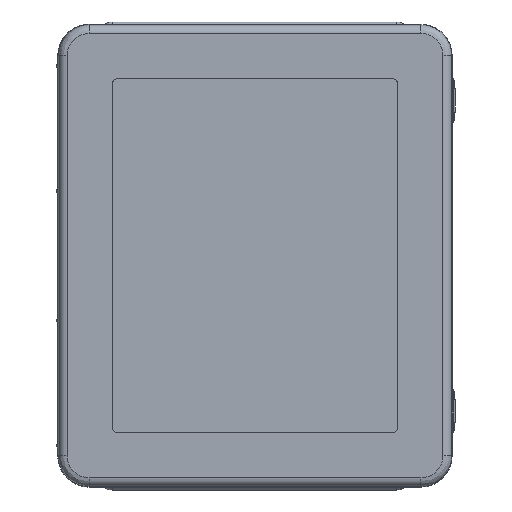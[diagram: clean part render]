
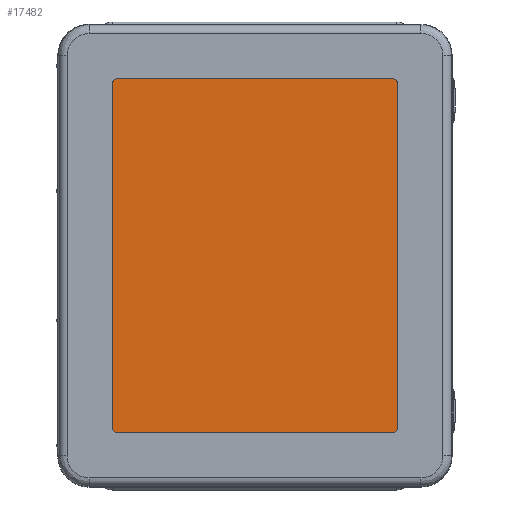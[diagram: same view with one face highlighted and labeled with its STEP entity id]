
A CAD part, top view. The second image highlights one B-rep face of the part: STEP entity #17482.
In plain terms, the highlighted planar face has unit normal (0, 0, 1).
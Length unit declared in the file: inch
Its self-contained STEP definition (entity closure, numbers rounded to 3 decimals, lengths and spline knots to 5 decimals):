
#1218 = VERTEX_POINT ( 'NONE', #23792 ) ;
#1708 = CARTESIAN_POINT ( 'NONE',  ( 0.01, 0., 0.21907 ) ) ;
#1794 = VECTOR ( 'NONE', #10799, 39.37008 ) ;
#2888 = VERTEX_POINT ( 'NONE', #51835 ) ;
#3429 = CIRCLE ( 'NONE', #49470, 0.125 ) ;
#3979 = DIRECTION ( 'NONE',  ( 1., 0., 0. ) ) ;
#4563 = LINE ( 'NONE', #32457, #19447 ) ;
#5118 = EDGE_CURVE ( 'NONE', #2888, #36291, #26954, .T. ) ;
#6926 = DIRECTION ( 'NONE',  ( -1., 0., 0. ) ) ;
#8081 = VERTEX_POINT ( 'NONE', #47133 ) ;
#8729 = CARTESIAN_POINT ( 'NONE',  ( -3.99, -5., 0.21907 ) ) ;
#10749 = LINE ( 'NONE', #27841, #26251 ) ;
#10799 = DIRECTION ( 'NONE',  ( 0., 1., 0. ) ) ;
#12791 = CARTESIAN_POINT ( 'NONE',  ( -3.99, 5.125, 0.21907 ) ) ;
#13734 = EDGE_CURVE ( 'NONE', #52046, #8081, #10749, .T. ) ;
#15328 = DIRECTION ( 'NONE',  ( 0., 0., -1. ) ) ;
#16201 = EDGE_CURVE ( 'NONE', #8081, #2888, #3429, .T. ) ;
#16922 = CARTESIAN_POINT ( 'NONE',  ( 4.01, -5., 0.21907 ) ) ;
#17482 = ADVANCED_FACE ( 'NONE', ( #35963 ), #51073, .T. ) ;
#17662 = CARTESIAN_POINT ( 'NONE',  ( 4.01, 5.125, 0.21907 ) ) ;
#18508 = ORIENTED_EDGE ( 'NONE', *, *, #16201, .F. ) ;
#18609 = CARTESIAN_POINT ( 'NONE',  ( -4.115, 5., 0.21907 ) ) ;
#19447 = VECTOR ( 'NONE', #3979, 39.37008 ) ;
#19495 = CARTESIAN_POINT ( 'NONE',  ( 4.135, 5., 0.21907 ) ) ;
#20646 = CARTESIAN_POINT ( 'NONE',  ( 4.135, -5., 0.21907 ) ) ;
#23027 = VECTOR ( 'NONE', #24776, 39.37008 ) ;
#23317 = CARTESIAN_POINT ( 'NONE',  ( -3.99, 5., 0.21907 ) ) ;
#23489 = DIRECTION ( 'NONE',  ( -1., 0., 0. ) ) ;
#23792 = CARTESIAN_POINT ( 'NONE',  ( 4.135, -5., 0.21907 ) ) ;
#23797 = VERTEX_POINT ( 'NONE', #17662 ) ;
#24776 = DIRECTION ( 'NONE',  ( 0., -1., 0. ) ) ;
#26251 = VECTOR ( 'NONE', #23489, 39.37008 ) ;
#26518 = EDGE_CURVE ( 'NONE', #50159, #1218, #40958, .T. ) ;
#26527 = AXIS2_PLACEMENT_3D ( 'NONE', #1708, #38385, #30728 ) ;
#26667 = CARTESIAN_POINT ( 'NONE',  ( -4.115, 5., 0.21907 ) ) ;
#26874 = CIRCLE ( 'NONE', #44796, 0.125 ) ;
#26954 = LINE ( 'NONE', #18609, #1794 ) ;
#27495 = DIRECTION ( 'NONE',  ( 0., 0., -1. ) ) ;
#27732 = ORIENTED_EDGE ( 'NONE', *, *, #26518, .F. ) ;
#27841 = CARTESIAN_POINT ( 'NONE',  ( -3.99, -5.125, 0.21907 ) ) ;
#28779 = DIRECTION ( 'NONE',  ( 0., 0., -1. ) ) ;
#29130 = DIRECTION ( 'NONE',  ( 0., 0., -1. ) ) ;
#29179 = ORIENTED_EDGE ( 'NONE', *, *, #31627, .F. ) ;
#30728 = DIRECTION ( 'NONE',  ( 1., 0., 0. ) ) ;
#31627 = EDGE_CURVE ( 'NONE', #23797, #50159, #45456, .T. ) ;
#32457 = CARTESIAN_POINT ( 'NONE',  ( 4.01, 5.125, 0.21907 ) ) ;
#33352 = EDGE_CURVE ( 'NONE', #36291, #33990, #26874, .T. ) ;
#33990 = VERTEX_POINT ( 'NONE', #12791 ) ;
#34633 = ORIENTED_EDGE ( 'NONE', *, *, #42296, .F. ) ;
#34756 = EDGE_LOOP ( 'NONE', ( #27732, #29179, #34633, #36674, #49708, #18508, #50682, #48936 ) ) ;
#35963 = FACE_OUTER_BOUND ( 'NONE', #34756, .T. ) ;
#36291 = VERTEX_POINT ( 'NONE', #26667 ) ;
#36674 = ORIENTED_EDGE ( 'NONE', *, *, #33352, .F. ) ;
#37515 = DIRECTION ( 'NONE',  ( -1., 0., 0. ) ) ;
#37763 = AXIS2_PLACEMENT_3D ( 'NONE', #16922, #29130, #45534 ) ;
#38385 = DIRECTION ( 'NONE',  ( 0., 0., 1. ) ) ;
#39646 = CIRCLE ( 'NONE', #37763, 0.125 ) ;
#39884 = CARTESIAN_POINT ( 'NONE',  ( 4.01, 5., 0.21907 ) ) ;
#40958 = LINE ( 'NONE', #20646, #23027 ) ;
#42296 = EDGE_CURVE ( 'NONE', #33990, #23797, #4563, .T. ) ;
#43320 = AXIS2_PLACEMENT_3D ( 'NONE', #39884, #15328, #43994 ) ;
#43994 = DIRECTION ( 'NONE',  ( -1., 0., 0. ) ) ;
#44796 = AXIS2_PLACEMENT_3D ( 'NONE', #23317, #27495, #6926 ) ;
#45456 = CIRCLE ( 'NONE', #43320, 0.125 ) ;
#45534 = DIRECTION ( 'NONE',  ( -1., 0., 0. ) ) ;
#47133 = CARTESIAN_POINT ( 'NONE',  ( -3.99, -5.125, 0.21907 ) ) ;
#47251 = EDGE_CURVE ( 'NONE', #1218, #52046, #39646, .T. ) ;
#47456 = CARTESIAN_POINT ( 'NONE',  ( 4.01, -5.125, 0.21907 ) ) ;
#48936 = ORIENTED_EDGE ( 'NONE', *, *, #47251, .F. ) ;
#49470 = AXIS2_PLACEMENT_3D ( 'NONE', #8729, #28779, #37515 ) ;
#49708 = ORIENTED_EDGE ( 'NONE', *, *, #5118, .F. ) ;
#50159 = VERTEX_POINT ( 'NONE', #19495 ) ;
#50682 = ORIENTED_EDGE ( 'NONE', *, *, #13734, .F. ) ;
#51073 = PLANE ( 'NONE',  #26527 ) ;
#51835 = CARTESIAN_POINT ( 'NONE',  ( -4.115, -5., 0.21907 ) ) ;
#52046 = VERTEX_POINT ( 'NONE', #47456 ) ;
